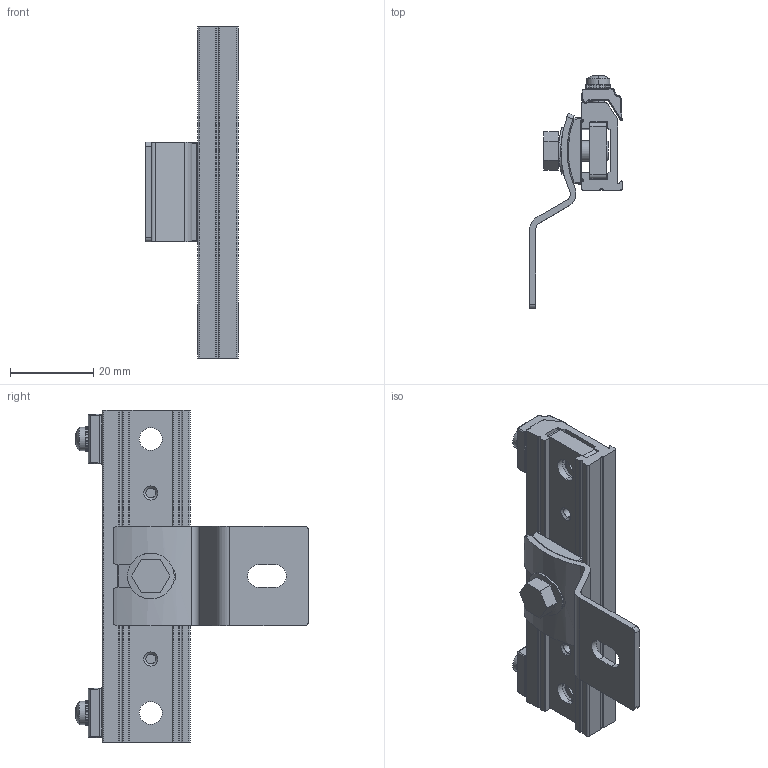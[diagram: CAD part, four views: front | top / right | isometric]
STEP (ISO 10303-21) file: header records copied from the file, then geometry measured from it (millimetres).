
FILE_DESCRIPTION((''),'2;1');
FILE_NAME('DB003391_SCHWENKHALTER_LANG_ASM','2012-05-02T',('jsteininge'),(''),'PRO/ENGINEER BY PARAMETRIC TECHNOLOGY CORPORATION, 2006300','PRO/ENGINEER BY PARAMETRIC TECHNOLOGY CORPORATION, 2006300','');
FILE_SCHEMA(('CONFIG_CONTROL_DESIGN'));
Length unit declared in the file: millimetre
Products named in the file (10): DB002999_NUTPROFIL_SLCT_LANG; DB003001_NUTMUTTER_LANG; DB003002_HALTER_ZWISCHEN_DRUCKG; DB003003_SCHWENKWINKEL; DB003550_FEDERSCHEIBE_5_3; DB003009_6KT-SHR_ISO4017_M5X12; DB003000_DRUCKSTUECK_DRUCKGUSS; DB003347_ZAHNSCHEIBE-M3_DIN6797; DB003012_SHR_TORX_M3X8; DB003391_SCHWENKHALTER_LANG_ASM
Assembly tree (12 placements, depth 2):
  DB003391_SCHWENKHALTER_LANG_ASM
    DB002999_NUTPROFIL_SLCT_LANG
    DB003001_NUTMUTTER_LANG
    DB003002_HALTER_ZWISCHEN_DRUCKG
    DB003003_SCHWENKWINKEL
    DB003550_FEDERSCHEIBE_5_3
    DB003009_6KT-SHR_ISO4017_M5X12
    DB003000_DRUCKSTUECK_DRUCKGUSS  x2
    DB003347_ZAHNSCHEIBE-M3_DIN6797  x2
    DB003012_SHR_TORX_M3X8  x2
Bounding box: 22.3 x 56.14 x 80 mm (x, y, z)
Volume: 15098 mm3; surface area: 14958.7 mm2
Topology: 12 solids, 12 shells, 474 faces, 1311 edges, 936 vertices
Faces by surface type: cylinder 201, plane 195, bspline 38, cone 20, sphere 20
Entity records: 14235 total; most frequent: CARTESIAN_POINT 3968, DIRECTION 1801, ORIENTED_EDGE 1722, EDGE_CURVE 861, AXIS2_PLACEMENT_3D 630, VERTEX_POINT 550, VECTOR 541, LINE 541
